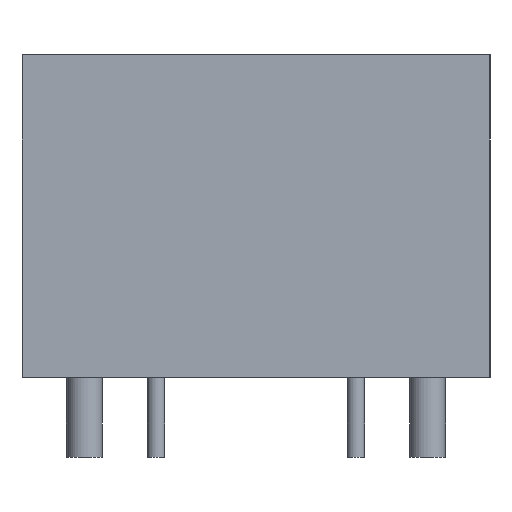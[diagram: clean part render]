
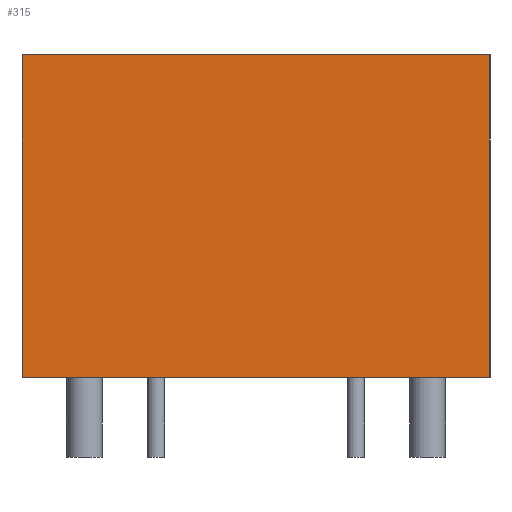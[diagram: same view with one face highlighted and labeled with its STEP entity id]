
A CAD part, left-side view. The second image highlights one B-rep face of the part: STEP entity #315.
In plain terms, the highlighted planar face has unit normal (-1, 0, 0).
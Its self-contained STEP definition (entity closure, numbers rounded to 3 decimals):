
#52 = EDGE_CURVE('',#53,#55,#57,.T.);
#53 = VERTEX_POINT('',#54);
#54 = CARTESIAN_POINT('',(-2.3,8.6,0.));
#55 = VERTEX_POINT('',#56);
#56 = CARTESIAN_POINT('',(-2.3,8.6,20.7));
#57 = SURFACE_CURVE('',#58,(#62,#74),.PCURVE_S1.);
#58 = LINE('',#59,#60);
#59 = CARTESIAN_POINT('',(-2.3,8.6,0.));
#60 = VECTOR('',#61,1.);
#61 = DIRECTION('',(0.,0.,1.));
#62 = PCURVE('',#63,#68);
#63 = PLANE('',#64);
#64 = AXIS2_PLACEMENT_3D('',#65,#66,#67);
#65 = CARTESIAN_POINT('',(-2.3,8.6,0.));
#66 = DIRECTION('',(0.,1.,0.));
#67 = DIRECTION('',(1.,0.,0.));
#68 = DEFINITIONAL_REPRESENTATION('',(#69),#73);
#69 = LINE('',#70,#71);
#70 = CARTESIAN_POINT('',(0.,0.));
#71 = VECTOR('',#72,1.);
#72 = DIRECTION('',(0.,-1.));
#73 = ( GEOMETRIC_REPRESENTATION_CONTEXT(2) 
PARAMETRIC_REPRESENTATION_CONTEXT() REPRESENTATION_CONTEXT('2D SPACE',''
  ) );
#74 = PCURVE('',#75,#80);
#75 = PLANE('',#76);
#76 = AXIS2_PLACEMENT_3D('',#77,#78,#79);
#77 = CARTESIAN_POINT('',(-2.3,-21.4,0.));
#78 = DIRECTION('',(-1.,0.,0.));
#79 = DIRECTION('',(0.,1.,0.));
#80 = DEFINITIONAL_REPRESENTATION('',(#81),#85);
#81 = LINE('',#82,#83);
#82 = CARTESIAN_POINT('',(30.,0.));
#83 = VECTOR('',#84,1.);
#84 = DIRECTION('',(0.,-1.));
#85 = ( GEOMETRIC_REPRESENTATION_CONTEXT(2) 
PARAMETRIC_REPRESENTATION_CONTEXT() REPRESENTATION_CONTEXT('2D SPACE',''
  ) );
#103 = PLANE('',#104);
#104 = AXIS2_PLACEMENT_3D('',#105,#106,#107);
#105 = CARTESIAN_POINT('',(24.7,-6.4,20.7));
#106 = DIRECTION('',(-0.,-0.,-1.));
#107 = DIRECTION('',(-1.,0.,0.));
#157 = PLANE('',#158);
#158 = AXIS2_PLACEMENT_3D('',#159,#160,#161);
#159 = CARTESIAN_POINT('',(24.7,-6.4,0.));
#160 = DIRECTION('',(-0.,-0.,-1.));
#161 = DIRECTION('',(-1.,0.,0.));
#212 = PLANE('',#213);
#213 = AXIS2_PLACEMENT_3D('',#214,#215,#216);
#214 = CARTESIAN_POINT('',(51.7,-21.4,0.));
#215 = DIRECTION('',(0.,-1.,0.));
#216 = DIRECTION('',(-1.,0.,0.));
#250 = VERTEX_POINT('',#251);
#251 = CARTESIAN_POINT('',(-2.3,-21.4,20.7));
#272 = EDGE_CURVE('',#273,#250,#275,.T.);
#273 = VERTEX_POINT('',#274);
#274 = CARTESIAN_POINT('',(-2.3,-21.4,0.));
#275 = SURFACE_CURVE('',#276,(#280,#287),.PCURVE_S1.);
#276 = LINE('',#277,#278);
#277 = CARTESIAN_POINT('',(-2.3,-21.4,0.));
#278 = VECTOR('',#279,1.);
#279 = DIRECTION('',(0.,0.,1.));
#280 = PCURVE('',#212,#281);
#281 = DEFINITIONAL_REPRESENTATION('',(#282),#286);
#282 = LINE('',#283,#284);
#283 = CARTESIAN_POINT('',(54.,0.));
#284 = VECTOR('',#285,1.);
#285 = DIRECTION('',(0.,-1.));
#286 = ( GEOMETRIC_REPRESENTATION_CONTEXT(2) 
PARAMETRIC_REPRESENTATION_CONTEXT() REPRESENTATION_CONTEXT('2D SPACE',''
  ) );
#287 = PCURVE('',#75,#288);
#288 = DEFINITIONAL_REPRESENTATION('',(#289),#293);
#289 = LINE('',#290,#291);
#290 = CARTESIAN_POINT('',(0.,0.));
#291 = VECTOR('',#292,1.);
#292 = DIRECTION('',(0.,-1.));
#293 = ( GEOMETRIC_REPRESENTATION_CONTEXT(2) 
PARAMETRIC_REPRESENTATION_CONTEXT() REPRESENTATION_CONTEXT('2D SPACE',''
  ) );
#315 = ADVANCED_FACE('',(#316),#75,.T.);
#316 = FACE_BOUND('',#317,.T.);
#317 = EDGE_LOOP('',(#318,#319,#340,#341));
#318 = ORIENTED_EDGE('',*,*,#272,.T.);
#319 = ORIENTED_EDGE('',*,*,#320,.T.);
#320 = EDGE_CURVE('',#250,#55,#321,.T.);
#321 = SURFACE_CURVE('',#322,(#326,#333),.PCURVE_S1.);
#322 = LINE('',#323,#324);
#323 = CARTESIAN_POINT('',(-2.3,-21.4,20.7));
#324 = VECTOR('',#325,1.);
#325 = DIRECTION('',(0.,1.,0.));
#326 = PCURVE('',#75,#327);
#327 = DEFINITIONAL_REPRESENTATION('',(#328),#332);
#328 = LINE('',#329,#330);
#329 = CARTESIAN_POINT('',(0.,-20.7));
#330 = VECTOR('',#331,1.);
#331 = DIRECTION('',(1.,0.));
#332 = ( GEOMETRIC_REPRESENTATION_CONTEXT(2) 
PARAMETRIC_REPRESENTATION_CONTEXT() REPRESENTATION_CONTEXT('2D SPACE',''
  ) );
#333 = PCURVE('',#103,#334);
#334 = DEFINITIONAL_REPRESENTATION('',(#335),#339);
#335 = LINE('',#336,#337);
#336 = CARTESIAN_POINT('',(27.,-15.));
#337 = VECTOR('',#338,1.);
#338 = DIRECTION('',(0.,1.));
#339 = ( GEOMETRIC_REPRESENTATION_CONTEXT(2) 
PARAMETRIC_REPRESENTATION_CONTEXT() REPRESENTATION_CONTEXT('2D SPACE',''
  ) );
#340 = ORIENTED_EDGE('',*,*,#52,.F.);
#341 = ORIENTED_EDGE('',*,*,#342,.F.);
#342 = EDGE_CURVE('',#273,#53,#343,.T.);
#343 = SURFACE_CURVE('',#344,(#348,#355),.PCURVE_S1.);
#344 = LINE('',#345,#346);
#345 = CARTESIAN_POINT('',(-2.3,-21.4,0.));
#346 = VECTOR('',#347,1.);
#347 = DIRECTION('',(0.,1.,0.));
#348 = PCURVE('',#75,#349);
#349 = DEFINITIONAL_REPRESENTATION('',(#350),#354);
#350 = LINE('',#351,#352);
#351 = CARTESIAN_POINT('',(0.,0.));
#352 = VECTOR('',#353,1.);
#353 = DIRECTION('',(1.,0.));
#354 = ( GEOMETRIC_REPRESENTATION_CONTEXT(2) 
PARAMETRIC_REPRESENTATION_CONTEXT() REPRESENTATION_CONTEXT('2D SPACE',''
  ) );
#355 = PCURVE('',#157,#356);
#356 = DEFINITIONAL_REPRESENTATION('',(#357),#361);
#357 = LINE('',#358,#359);
#358 = CARTESIAN_POINT('',(27.,-15.));
#359 = VECTOR('',#360,1.);
#360 = DIRECTION('',(0.,1.));
#361 = ( GEOMETRIC_REPRESENTATION_CONTEXT(2) 
PARAMETRIC_REPRESENTATION_CONTEXT() REPRESENTATION_CONTEXT('2D SPACE',''
  ) );
